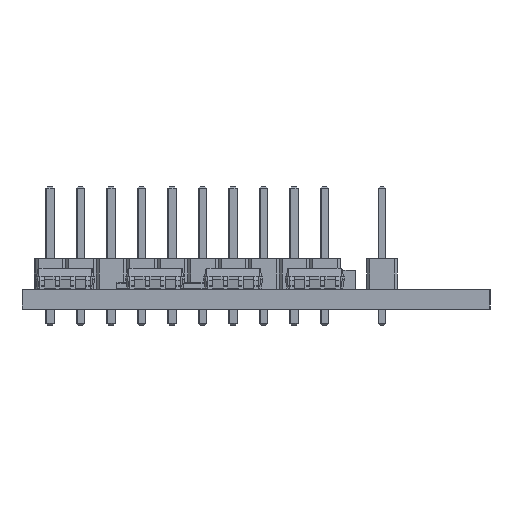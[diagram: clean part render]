
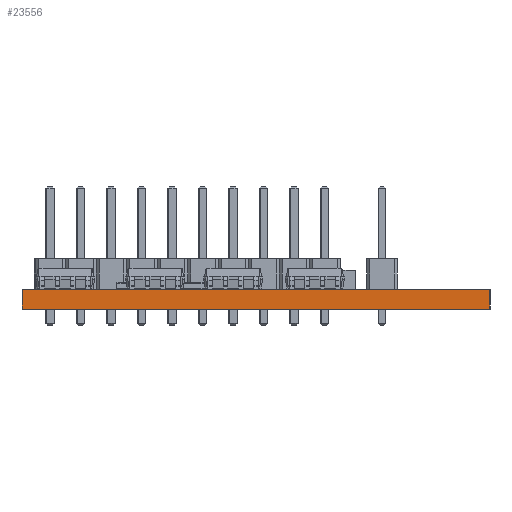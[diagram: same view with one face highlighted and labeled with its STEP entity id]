
A CAD part, left-side view. The second image highlights one B-rep face of the part: STEP entity #23556.
In plain terms, the highlighted planar face has unit normal (-1, 0, 0).
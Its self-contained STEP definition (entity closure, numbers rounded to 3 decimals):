
#23500 = VERTEX_POINT('',#23501);
#23501 = CARTESIAN_POINT('',(104.,-97.5,1.6));
#23507 = EDGE_CURVE('',#23508,#23500,#23510,.T.);
#23508 = VERTEX_POINT('',#23509);
#23509 = CARTESIAN_POINT('',(104.,-97.5,0.));
#23510 = LINE('',#23511,#23512);
#23511 = CARTESIAN_POINT('',(104.,-97.5,0.));
#23512 = VECTOR('',#23513,1.);
#23513 = DIRECTION('',(0.,0.,1.));
#23556 = ADVANCED_FACE('',(#23557),#23582,.T.);
#23557 = FACE_BOUND('',#23558,.T.);
#23558 = EDGE_LOOP('',(#23559,#23560,#23568,#23576));
#23559 = ORIENTED_EDGE('',*,*,#23507,.T.);
#23560 = ORIENTED_EDGE('',*,*,#23561,.T.);
#23561 = EDGE_CURVE('',#23500,#23562,#23564,.T.);
#23562 = VERTEX_POINT('',#23563);
#23563 = CARTESIAN_POINT('',(104.,-58.5,1.6));
#23564 = LINE('',#23565,#23566);
#23565 = CARTESIAN_POINT('',(104.,-97.5,1.6));
#23566 = VECTOR('',#23567,1.);
#23567 = DIRECTION('',(0.,1.,0.));
#23568 = ORIENTED_EDGE('',*,*,#23569,.F.);
#23569 = EDGE_CURVE('',#23570,#23562,#23572,.T.);
#23570 = VERTEX_POINT('',#23571);
#23571 = CARTESIAN_POINT('',(104.,-58.5,0.));
#23572 = LINE('',#23573,#23574);
#23573 = CARTESIAN_POINT('',(104.,-58.5,0.));
#23574 = VECTOR('',#23575,1.);
#23575 = DIRECTION('',(0.,0.,1.));
#23576 = ORIENTED_EDGE('',*,*,#23577,.F.);
#23577 = EDGE_CURVE('',#23508,#23570,#23578,.T.);
#23578 = LINE('',#23579,#23580);
#23579 = CARTESIAN_POINT('',(104.,-97.5,0.));
#23580 = VECTOR('',#23581,1.);
#23581 = DIRECTION('',(0.,1.,0.));
#23582 = PLANE('',#23583);
#23583 = AXIS2_PLACEMENT_3D('',#23584,#23585,#23586);
#23584 = CARTESIAN_POINT('',(104.,-97.5,0.));
#23585 = DIRECTION('',(-1.,0.,0.));
#23586 = DIRECTION('',(0.,1.,0.));
